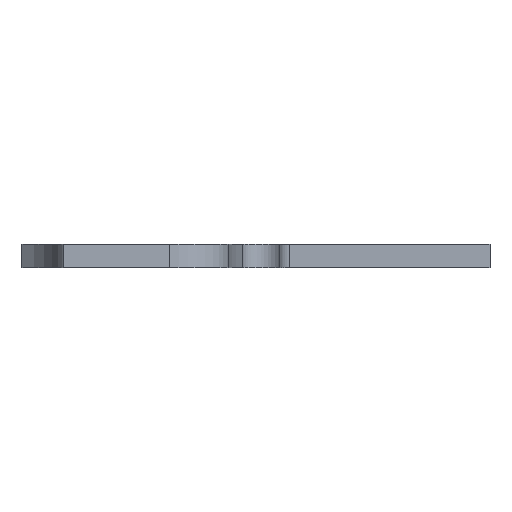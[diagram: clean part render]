
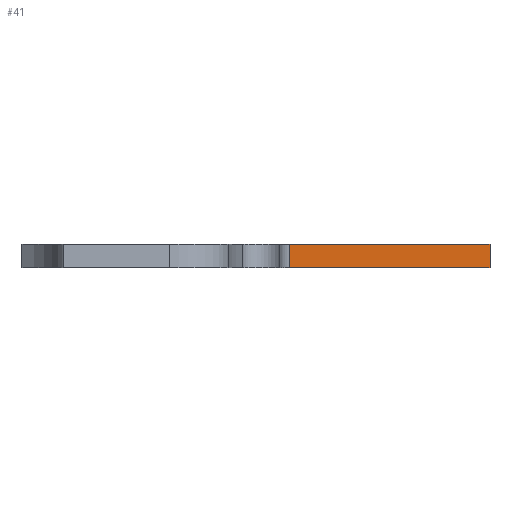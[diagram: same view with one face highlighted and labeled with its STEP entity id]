
A CAD part, left-side view. The second image highlights one B-rep face of the part: STEP entity #41.
In plain terms, the highlighted planar face has unit normal (-1, 0, 0).
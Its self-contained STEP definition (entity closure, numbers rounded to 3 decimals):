
#41=ADVANCED_FACE('',(#77),#699,.T.);
#77=FACE_OUTER_BOUND('',#113,.T.);
#113=EDGE_LOOP('',(#206,#207,#208,#209));
#206=ORIENTED_EDGE('',*,*,#394,.F.);
#207=ORIENTED_EDGE('',*,*,#396,.T.);
#208=ORIENTED_EDGE('',*,*,#397,.T.);
#209=ORIENTED_EDGE('',*,*,#398,.T.);
#394=EDGE_CURVE('',#630,#631,#574,.T.);
#396=EDGE_CURVE('',#630,#632,#576,.T.);
#397=EDGE_CURVE('',#632,#633,#577,.T.);
#398=EDGE_CURVE('',#633,#631,#578,.T.);
#574=B_SPLINE_CURVE_WITH_KNOTS('',1,(#1214,#1215),.UNSPECIFIED.,.F.,.F.,
(2,2),(0.,0.8),.UNSPECIFIED.);
#576=B_SPLINE_CURVE_WITH_KNOTS('',1,(#1218,#1219),.UNSPECIFIED.,.F.,.F.,
(2,2),(0.,6.702),.UNSPECIFIED.);
#577=B_SPLINE_CURVE_WITH_KNOTS('',1,(#1220,#1221),.UNSPECIFIED.,.F.,.F.,
(2,2),(0.,0.8),.UNSPECIFIED.);
#578=B_SPLINE_CURVE_WITH_KNOTS('',1,(#1222,#1223),.UNSPECIFIED.,.F.,.F.,
(2,2),(0.,6.702),.UNSPECIFIED.);
#630=VERTEX_POINT('',#1074);
#631=VERTEX_POINT('',#1075);
#632=VERTEX_POINT('',#1076);
#633=VERTEX_POINT('',#1077);
#699=PLANE('',#807);
#807=AXIS2_PLACEMENT_3D('',#1023,#892,$);
#892=DIRECTION('',(-1.,0.,0.));
#1023=CARTESIAN_POINT('',(5.144,-0.67,1.48));
#1074=CARTESIAN_POINT('',(5.144,0.,0.8));
#1075=CARTESIAN_POINT('',(5.144,0.,0.));
#1076=CARTESIAN_POINT('',(5.144,6.702,0.8));
#1077=CARTESIAN_POINT('',(5.144,6.702,0.));
#1214=CARTESIAN_POINT('',(5.144,0.,0.8));
#1215=CARTESIAN_POINT('',(5.144,0.,0.));
#1218=CARTESIAN_POINT('',(5.144,0.,0.8));
#1219=CARTESIAN_POINT('',(5.144,6.702,0.8));
#1220=CARTESIAN_POINT('',(5.144,6.702,0.8));
#1221=CARTESIAN_POINT('',(5.144,6.702,0.));
#1222=CARTESIAN_POINT('',(5.144,6.702,0.));
#1223=CARTESIAN_POINT('',(5.144,0.,0.));
